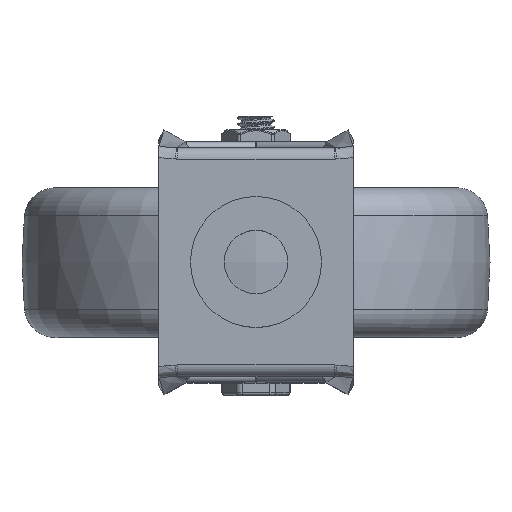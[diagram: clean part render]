
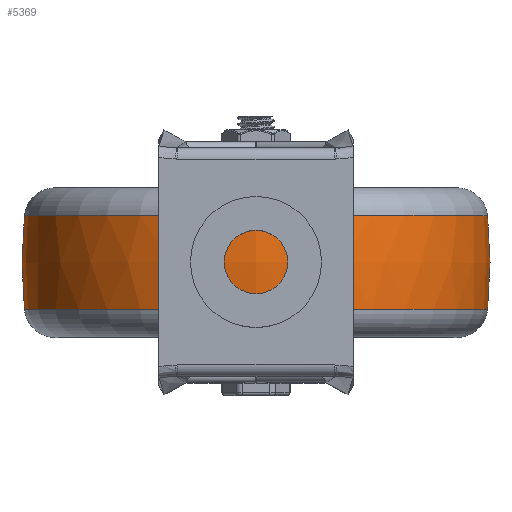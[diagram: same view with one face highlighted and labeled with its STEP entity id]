
A CAD part, top view. The second image highlights one B-rep face of the part: STEP entity #5369.
In plain terms, the highlighted free-form (B-spline) face has degree [2, 2] with [3, 9] control points.
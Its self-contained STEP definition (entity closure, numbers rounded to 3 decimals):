
#600=(
BOUNDED_SURFACE()
B_SPLINE_SURFACE(2,2,((#8253,#8254,#8255,#8256,#8257,#8258,#8259,#8260,
#8261),(#8262,#8263,#8264,#8265,#8266,#8267,#8268,#8269,#8270),(#8271,#8272,
#8273,#8274,#8275,#8276,#8277,#8278,#8279)),.UNSPECIFIED.,.F.,.T.,.F.)
B_SPLINE_SURFACE_WITH_KNOTS((3,3),(3,2,2,2,3),(-0.104,0.104),
(-3.142,-1.571,0.,1.571,3.142),
 .UNSPECIFIED.)
GEOMETRIC_REPRESENTATION_ITEM()
RATIONAL_B_SPLINE_SURFACE(((1.,0.707,1.,0.707,1.,
0.707,1.,0.707,1.),(0.995,0.703,
0.995,0.703,0.995,0.703,
0.995,0.703,0.995),(1.,0.707,
1.,0.707,1.,0.707,1.,0.707,1.)))
REPRESENTATION_ITEM('')
SURFACE()
);
#649=FACE_OUTER_BOUND('',#1005,.T.);
#1005=EDGE_LOOP('',(#3619,#3620,#3621,#3622));
#1953=CIRCLE('',#5858,37.109);
#1954=CIRCLE('',#5859,72.5);
#1955=CIRCLE('',#5860,37.109);
#2288=VERTEX_POINT('',#8250);
#2289=VERTEX_POINT('',#8280);
#2802=EDGE_CURVE('',#2288,#2288,#1953,.T.);
#2803=EDGE_CURVE('',#2288,#2289,#1954,.T.);
#2804=EDGE_CURVE('',#2289,#2289,#1955,.T.);
#3619=ORIENTED_EDGE('',*,*,#2802,.F.);
#3620=ORIENTED_EDGE('',*,*,#2803,.T.);
#3621=ORIENTED_EDGE('',*,*,#2804,.T.);
#3622=ORIENTED_EDGE('',*,*,#2803,.F.);
#5369=ADVANCED_FACE('',(#649),#600,.F.);
#5858=AXIS2_PLACEMENT_3D('',#8252,#6578,#6579);
#5859=AXIS2_PLACEMENT_3D('',#8281,#6580,#6581);
#5860=AXIS2_PLACEMENT_3D('',#8282,#6582,#6583);
#6578=DIRECTION('center_axis',(0.,1.,0.));
#6579=DIRECTION('ref_axis',(0.,0.,1.));
#6580=DIRECTION('center_axis',(-1.,0.,0.));
#6581=DIRECTION('ref_axis',(0.,0.,-1.));
#6582=DIRECTION('center_axis',(0.,1.,0.));
#6583=DIRECTION('ref_axis',(0.,0.,1.));
#8250=CARTESIAN_POINT('',(0.,7.519,-37.109));
#8252=CARTESIAN_POINT('Origin',(0.,7.519,0.));
#8253=CARTESIAN_POINT('Ctrl Pts',(0.,-7.519,-37.109));
#8254=CARTESIAN_POINT('Ctrl Pts',(-37.109,-7.519,-37.109));
#8255=CARTESIAN_POINT('Ctrl Pts',(-37.109,-7.519,0.));
#8256=CARTESIAN_POINT('Ctrl Pts',(-37.109,-7.519,37.109));
#8257=CARTESIAN_POINT('Ctrl Pts',(0.,-7.519,37.109));
#8258=CARTESIAN_POINT('Ctrl Pts',(37.109,-7.519,37.109));
#8259=CARTESIAN_POINT('Ctrl Pts',(37.109,-7.519,0.));
#8260=CARTESIAN_POINT('Ctrl Pts',(37.109,-7.519,-37.109));
#8261=CARTESIAN_POINT('Ctrl Pts',(0.,-7.519,-37.109));
#8262=CARTESIAN_POINT('Ctrl Pts',(0.,0.,-37.893));
#8263=CARTESIAN_POINT('Ctrl Pts',(-37.893,0.,-37.893));
#8264=CARTESIAN_POINT('Ctrl Pts',(-37.893,0.,0.));
#8265=CARTESIAN_POINT('Ctrl Pts',(-37.893,0.,37.893));
#8266=CARTESIAN_POINT('Ctrl Pts',(0.,0.,37.893));
#8267=CARTESIAN_POINT('Ctrl Pts',(37.893,0.,37.893));
#8268=CARTESIAN_POINT('Ctrl Pts',(37.893,0.,0.));
#8269=CARTESIAN_POINT('Ctrl Pts',(37.893,0.,-37.893));
#8270=CARTESIAN_POINT('Ctrl Pts',(0.,0.,-37.893));
#8271=CARTESIAN_POINT('Ctrl Pts',(0.,7.519,-37.109));
#8272=CARTESIAN_POINT('Ctrl Pts',(-37.109,7.519,-37.109));
#8273=CARTESIAN_POINT('Ctrl Pts',(-37.109,7.519,0.));
#8274=CARTESIAN_POINT('Ctrl Pts',(-37.109,7.519,37.109));
#8275=CARTESIAN_POINT('Ctrl Pts',(0.,7.519,37.109));
#8276=CARTESIAN_POINT('Ctrl Pts',(37.109,7.519,37.109));
#8277=CARTESIAN_POINT('Ctrl Pts',(37.109,7.519,0.));
#8278=CARTESIAN_POINT('Ctrl Pts',(37.109,7.519,-37.109));
#8279=CARTESIAN_POINT('Ctrl Pts',(0.,7.519,-37.109));
#8280=CARTESIAN_POINT('',(0.,-7.519,-37.109));
#8281=CARTESIAN_POINT('Origin',(0.,0.,35.));
#8282=CARTESIAN_POINT('Origin',(0.,-7.519,0.));
